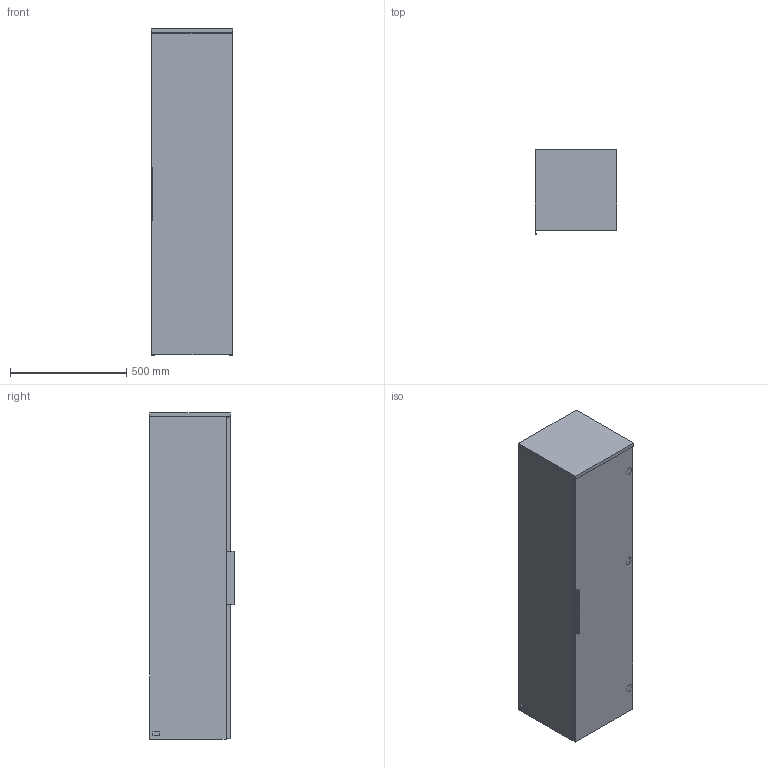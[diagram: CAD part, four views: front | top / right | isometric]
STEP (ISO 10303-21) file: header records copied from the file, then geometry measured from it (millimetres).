
FILE_DESCRIPTION(/* description */ (''),/* implementation_level */ '2;1');
FILE_NAME(/* name */ 'B89601_RFS.stp',/* time_stamp */ '2024-07-03T14:23:40+02:00',/* author */ ('schmidtkonj'),/* organization */ (''),/* preprocessor_version */ 'ST-DEVELOPER v18.1',/* originating_system */ 'Autodesk Inventor 2021',/* authorisation */ '');
FILE_SCHEMA (('AUTOMOTIVE_DESIGN { 1 0 10303 214 3 1 1 }'));
Products named in the file (1): B89601_RFS
Bounding box: 351 x 364 x 1400 mm (x, y, z)
Volume: 30909241.1 mm3; surface area: 5040098.3 mm2
Topology: 52 solids, 52 shells, 1772 faces, 4601 edges, 3070 vertices
Faces by surface type: plane 1149, cylinder 510, bspline 51, cone 38, torus 24
Full cylindrical faces by diameter (mm): 3 x60, 4.6 x12, 5 x12
Entity records: 56414 total; most frequent: CARTESIAN_POINT 12087, ORIENTED_EDGE 9202, DIRECTION 9157, EDGE_CURVE 4601, VERTEX_POINT 3070, AXIS2_PLACEMENT_3D 3059, LINE 3039, VECTOR 3039
